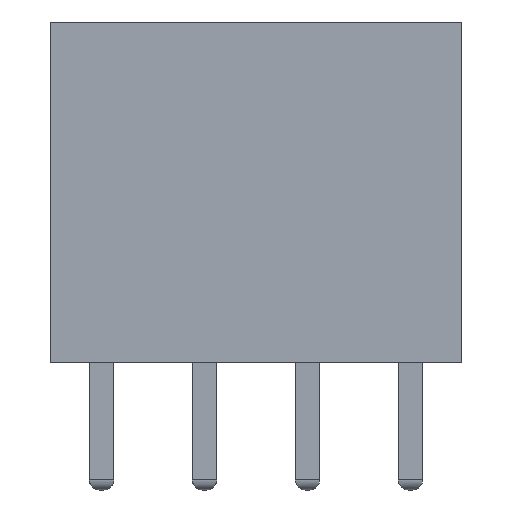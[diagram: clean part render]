
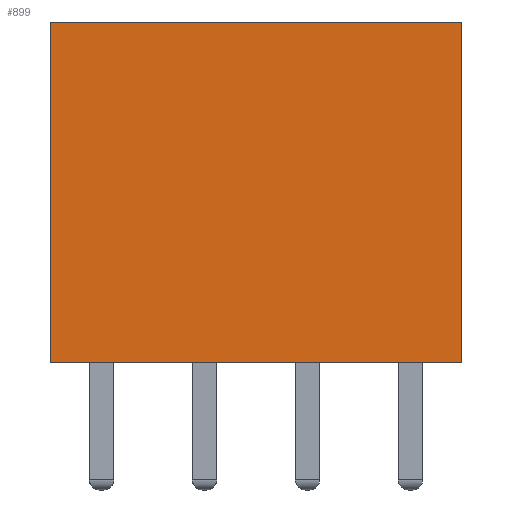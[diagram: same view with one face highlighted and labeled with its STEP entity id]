
A CAD part, left-side view. The second image highlights one B-rep face of the part: STEP entity #899.
In plain terms, the highlighted planar face has unit normal (-1, 0, 0).
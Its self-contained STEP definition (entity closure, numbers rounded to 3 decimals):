
#82 = DIRECTION ( 'NONE',  ( 0., 1., 0. ) ) ;
#94 = PLANE ( 'NONE',  #753 ) ;
#101 = VERTEX_POINT ( 'NONE', #550 ) ;
#113 = CARTESIAN_POINT ( 'NONE',  ( -1.25, 12.7, 0. ) ) ;
#178 = VERTEX_POINT ( 'NONE', #1301 ) ;
#196 = VECTOR ( 'NONE', #664, 1000. ) ;
#219 = VERTEX_POINT ( 'NONE', #1684 ) ;
#429 = DIRECTION ( 'NONE',  ( 0., 0., -1. ) ) ;
#473 = DIRECTION ( 'NONE',  ( 0., 0., -1. ) ) ;
#497 = CARTESIAN_POINT ( 'NONE',  ( -1.25, 0., 8.4 ) ) ;
#506 = VERTEX_POINT ( 'NONE', #1891 ) ;
#550 = CARTESIAN_POINT ( 'NONE',  ( -1.25, 2.54, 0. ) ) ;
#664 = DIRECTION ( 'NONE',  ( 0., 0., 1. ) ) ;
#667 = EDGE_CURVE ( 'NONE', #506, #178, #1697, .T. ) ;
#688 = ORIENTED_EDGE ( 'NONE', *, *, #708, .F. ) ;
#708 = EDGE_CURVE ( 'NONE', #219, #101, #1365, .T. ) ;
#713 = VECTOR ( 'NONE', #473, 1000. ) ;
#753 = AXIS2_PLACEMENT_3D ( 'NONE', #800, #759, #429 ) ;
#759 = DIRECTION ( 'NONE',  ( 1., 0., 0. ) ) ;
#800 = CARTESIAN_POINT ( 'NONE',  ( -1.25, 0., 0. ) ) ;
#847 = LINE ( 'NONE', #497, #1364 ) ;
#899 = ADVANCED_FACE ( 'NONE', ( #1690 ), #94, .F. ) ;
#1241 = EDGE_LOOP ( 'NONE', ( #1995, #1405, #688, #1555 ) ) ;
#1301 = CARTESIAN_POINT ( 'NONE',  ( -1.25, 12.7, 8.4 ) ) ;
#1346 = EDGE_CURVE ( 'NONE', #178, #219, #847, .T. ) ;
#1364 = VECTOR ( 'NONE', #1554, 1000. ) ;
#1365 = LINE ( 'NONE', #1718, #713 ) ;
#1405 = ORIENTED_EDGE ( 'NONE', *, *, #2014, .F. ) ;
#1551 = VECTOR ( 'NONE', #82, 1000. ) ;
#1554 = DIRECTION ( 'NONE',  ( 0., -1., 0. ) ) ;
#1555 = ORIENTED_EDGE ( 'NONE', *, *, #1346, .F. ) ;
#1684 = CARTESIAN_POINT ( 'NONE',  ( -1.25, 2.54, 8.4 ) ) ;
#1690 = FACE_OUTER_BOUND ( 'NONE', #1241, .T. ) ;
#1697 = LINE ( 'NONE', #113, #196 ) ;
#1718 = CARTESIAN_POINT ( 'NONE',  ( -1.25, 2.54, 0. ) ) ;
#1891 = CARTESIAN_POINT ( 'NONE',  ( -1.25, 12.7, 0. ) ) ;
#1995 = ORIENTED_EDGE ( 'NONE', *, *, #667, .F. ) ;
#2011 = LINE ( 'NONE', #2184, #1551 ) ;
#2014 = EDGE_CURVE ( 'NONE', #101, #506, #2011, .T. ) ;
#2184 = CARTESIAN_POINT ( 'NONE',  ( -1.25, 0., 0. ) ) ;
